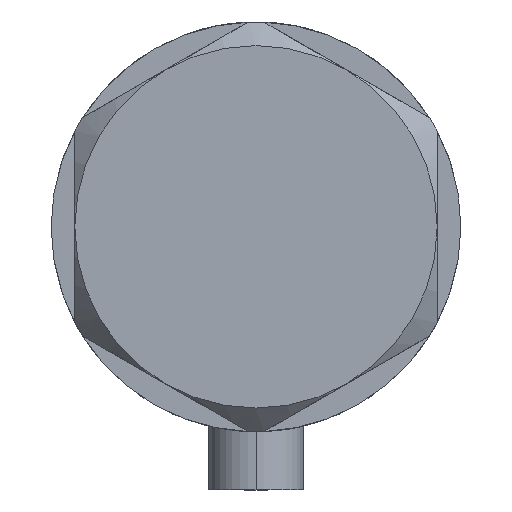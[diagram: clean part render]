
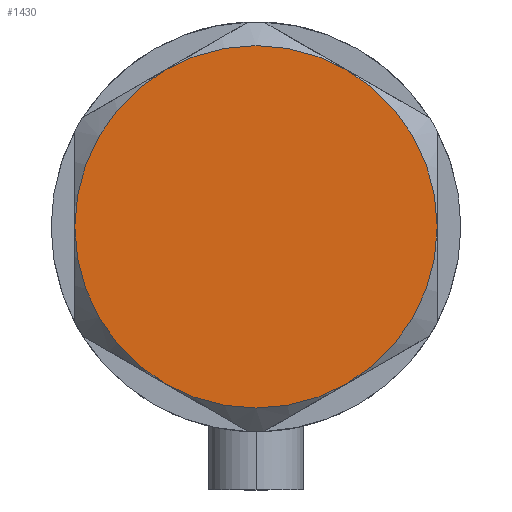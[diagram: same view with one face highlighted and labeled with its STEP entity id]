
A CAD part, left-side view. The second image highlights one B-rep face of the part: STEP entity #1430.
In plain terms, the highlighted face is planar.
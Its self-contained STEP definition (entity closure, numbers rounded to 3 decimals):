
#73 = VERTEX_POINT ( 'NONE', #1260 ) ;
#124 = CIRCLE ( 'NONE', #3138, 23. ) ;
#180 = VERTEX_POINT ( 'NONE', #474 ) ;
#239 = ORIENTED_EDGE ( 'NONE', *, *, #1765, .T. ) ;
#474 = CARTESIAN_POINT ( 'NONE',  ( 11.5, -19.919, 9. ) ) ;
#479 = EDGE_CURVE ( 'NONE', #3405, #1413, #3841, .T. ) ;
#527 = AXIS2_PLACEMENT_3D ( 'NONE', #2427, #3894, #962 ) ;
#621 = AXIS2_PLACEMENT_3D ( 'NONE', #2300, #3069, #2637 ) ;
#916 = CARTESIAN_POINT ( 'NONE',  ( 11.5, 19.919, 9. ) ) ;
#962 = DIRECTION ( 'NONE',  ( 1., 0., 0. ) ) ;
#1075 = CARTESIAN_POINT ( 'NONE',  ( 23., 0., 9. ) ) ;
#1083 = CARTESIAN_POINT ( 'NONE',  ( -11.5, 19.919, 9. ) ) ;
#1091 = EDGE_CURVE ( 'NONE', #180, #2632, #124, .T. ) ;
#1110 = DIRECTION ( 'NONE',  ( 1., 0., 0. ) ) ;
#1144 = PLANE ( 'NONE',  #621 ) ;
#1176 = CIRCLE ( 'NONE', #2901, 23. ) ;
#1209 = ORIENTED_EDGE ( 'NONE', *, *, #479, .T. ) ;
#1221 = CARTESIAN_POINT ( 'NONE',  ( 0., 0., 9. ) ) ;
#1260 = CARTESIAN_POINT ( 'NONE',  ( -11.5, -19.919, 9. ) ) ;
#1325 = DIRECTION ( 'NONE',  ( 1., 0., 0. ) ) ;
#1340 = ORIENTED_EDGE ( 'NONE', *, *, #4220, .T. ) ;
#1413 = VERTEX_POINT ( 'NONE', #4540 ) ;
#1430 = ADVANCED_FACE ( 'NONE', ( #2959 ), #1144, .T. ) ;
#1525 = DIRECTION ( 'NONE',  ( 0., 0., 1. ) ) ;
#1531 = DIRECTION ( 'NONE',  ( 0., 0., 1. ) ) ;
#1765 = EDGE_CURVE ( 'NONE', #1413, #73, #1176, .T. ) ;
#1997 = DIRECTION ( 'NONE',  ( 0., 0., 1. ) ) ;
#2050 = CARTESIAN_POINT ( 'NONE',  ( 0., 0., 9. ) ) ;
#2131 = EDGE_CURVE ( 'NONE', #73, #180, #2410, .T. ) ;
#2223 = CARTESIAN_POINT ( 'NONE',  ( 0., 0., 9. ) ) ;
#2300 = CARTESIAN_POINT ( 'NONE',  ( 0., 0., 9. ) ) ;
#2359 = VERTEX_POINT ( 'NONE', #916 ) ;
#2410 = CIRCLE ( 'NONE', #527, 23. ) ;
#2427 = CARTESIAN_POINT ( 'NONE',  ( 0., 0., 9. ) ) ;
#2557 = DIRECTION ( 'NONE',  ( 1., 0., 0. ) ) ;
#2632 = VERTEX_POINT ( 'NONE', #1075 ) ;
#2637 = DIRECTION ( 'NONE',  ( 1., 0., 0. ) ) ;
#2642 = DIRECTION ( 'NONE',  ( 1., 0., 0. ) ) ;
#2650 = AXIS2_PLACEMENT_3D ( 'NONE', #1221, #1997, #1110 ) ;
#2724 = ORIENTED_EDGE ( 'NONE', *, *, #2131, .T. ) ;
#2901 = AXIS2_PLACEMENT_3D ( 'NONE', #4555, #1531, #3026 ) ;
#2959 = FACE_OUTER_BOUND ( 'NONE', #4804, .T. ) ;
#3026 = DIRECTION ( 'NONE',  ( 1., 0., 0. ) ) ;
#3029 = ORIENTED_EDGE ( 'NONE', *, *, #1091, .T. ) ;
#3069 = DIRECTION ( 'NONE',  ( 0., 0., 1. ) ) ;
#3128 = DIRECTION ( 'NONE',  ( 0., 0., 1. ) ) ;
#3138 = AXIS2_PLACEMENT_3D ( 'NONE', #2223, #1525, #2642 ) ;
#3153 = AXIS2_PLACEMENT_3D ( 'NONE', #3803, #4070, #2557 ) ;
#3232 = CIRCLE ( 'NONE', #3153, 23. ) ;
#3405 = VERTEX_POINT ( 'NONE', #1083 ) ;
#3803 = CARTESIAN_POINT ( 'NONE',  ( 0., 0., 9. ) ) ;
#3841 = CIRCLE ( 'NONE', #2650, 23. ) ;
#3894 = DIRECTION ( 'NONE',  ( 0., 0., 1. ) ) ;
#4070 = DIRECTION ( 'NONE',  ( 0., 0., 1. ) ) ;
#4220 = EDGE_CURVE ( 'NONE', #2632, #2359, #3232, .T. ) ;
#4251 = AXIS2_PLACEMENT_3D ( 'NONE', #2050, #3128, #1325 ) ;
#4323 = CIRCLE ( 'NONE', #4251, 23. ) ;
#4353 = ORIENTED_EDGE ( 'NONE', *, *, #4636, .T. ) ;
#4540 = CARTESIAN_POINT ( 'NONE',  ( -23., 0., 9. ) ) ;
#4555 = CARTESIAN_POINT ( 'NONE',  ( 0., 0., 9. ) ) ;
#4636 = EDGE_CURVE ( 'NONE', #2359, #3405, #4323, .T. ) ;
#4804 = EDGE_LOOP ( 'NONE', ( #3029, #1340, #4353, #1209, #239, #2724 ) ) ;
